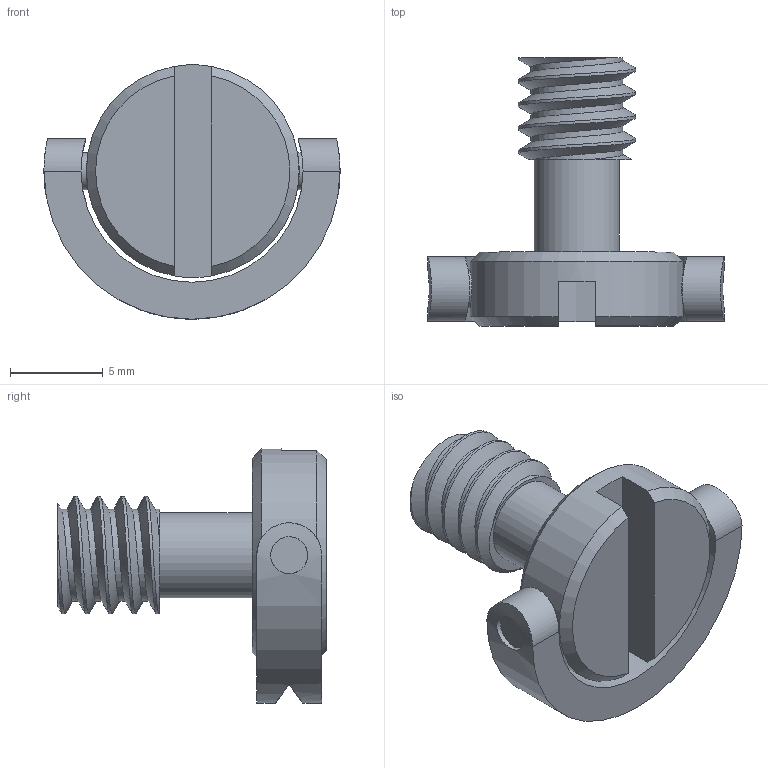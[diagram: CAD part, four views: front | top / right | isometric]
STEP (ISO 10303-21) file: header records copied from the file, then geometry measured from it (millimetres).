
FILE_DESCRIPTION(/* description */ (''),/* implementation_level */ '2;1');
FILE_NAME(/* name */ '2629 Quarter Inch D-Ring Tripod Mount.step',/* time_stamp */ '2018-07-07T16:49:12-04:00',/* author */ ('Adafruit'),/* organization */ (''),/* preprocessor_version */ 'ST-DEVELOPER v17',/* originating_system */ 'Autodesk Translation Framework v7.1.0.215',/* authorisation */ '');
FILE_SCHEMA (('AUTOMOTIVE_DESIGN { 1 0 10303 214 3 1 1 }'));
Length unit declared in the file: millimetre
Products named in the file (4): Quarter Inch D-Ring Tripod Mount; Tripod Screw; 2mm Swivel Pin; D-Ring
Assembly tree (4 placements, depth 3):
  Quarter Inch D-Ring Tripod Mount
    Tripod Screw
      2mm Swivel Pin  x2
      D-Ring
Bounding box: 16 x 14.5 x 13.75 mm (x, y, z)
Volume: 741.1 mm3; surface area: 903.8 mm2
Topology: 1 solids, 1 shells, 41 faces, 106 edges, 74 vertices
Faces by surface type: cylinder 22, plane 14, cone 3, bspline 2
Full cylindrical faces by diameter (mm): 2 x4, 4.6 x1, 4.975 x4, 6.35 x4, 11.5 x1
Entity records: 2671 total; most frequent: CARTESIAN_POINT 1580, ORIENTED_EDGE 212, DIRECTION 184, EDGE_CURVE 106, AXIS2_PLACEMENT_3D 77, VERTEX_POINT 74, EDGE_LOOP 50, FACE_OUTER_BOUND 41
